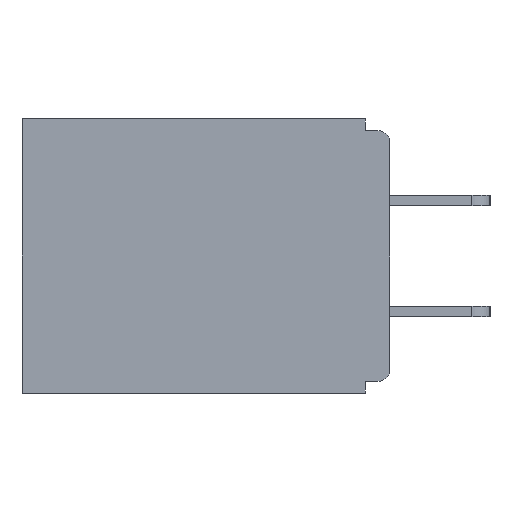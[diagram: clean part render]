
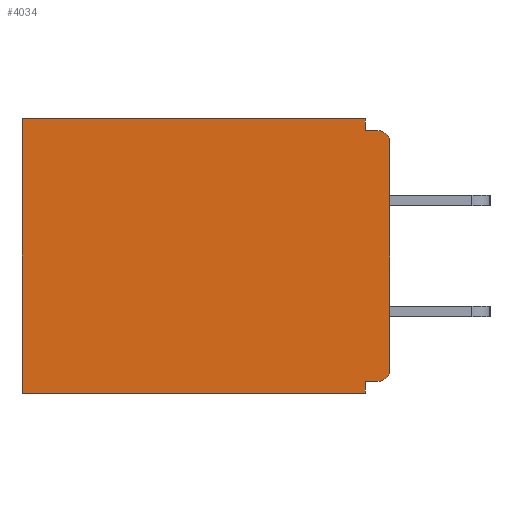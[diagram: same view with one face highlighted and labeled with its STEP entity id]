
A CAD part, left-side view. The second image highlights one B-rep face of the part: STEP entity #4034.
In plain terms, the highlighted planar face has unit normal (-1, 0, 0).
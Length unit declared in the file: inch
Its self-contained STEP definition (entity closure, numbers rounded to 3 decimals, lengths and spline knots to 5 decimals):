
#64 = VECTOR ( 'NONE', #20509, 39.37008 ) ;
#128 = VERTEX_POINT ( 'NONE', #3756 ) ;
#148 = ORIENTED_EDGE ( 'NONE', *, *, #9871, .T. ) ;
#606 = CARTESIAN_POINT ( 'NONE',  ( 0.298, 0., 0. ) ) ;
#681 = CARTESIAN_POINT ( 'NONE',  ( 0.298, 0.031, -0.343 ) ) ;
#706 = VECTOR ( 'NONE', #5945, 39.37008 ) ;
#1578 = FACE_OUTER_BOUND ( 'NONE', #3137, .T. ) ;
#1623 = DIRECTION ( 'NONE',  ( 1., 0., 0. ) ) ;
#1687 = PLANE ( 'NONE',  #3161 ) ;
#2277 = ORIENTED_EDGE ( 'NONE', *, *, #13154, .T. ) ;
#2394 = DIRECTION ( 'NONE',  ( -1., 0., 0. ) ) ;
#2574 = VERTEX_POINT ( 'NONE', #6663 ) ;
#2857 = CARTESIAN_POINT ( 'NONE',  ( 0.298, 0.015, -0.015 ) ) ;
#2938 = VERTEX_POINT ( 'NONE', #20982 ) ;
#2994 = VERTEX_POINT ( 'NONE', #2857 ) ;
#3137 = EDGE_LOOP ( 'NONE', ( #148, #20752, #10812, #2277, #3694, #16096, #10216, #7160, #15455, #20534 ) ) ;
#3161 = AXIS2_PLACEMENT_3D ( 'NONE', #8055, #1623, #19440 ) ;
#3694 = ORIENTED_EDGE ( 'NONE', *, *, #16722, .T. ) ;
#3756 = CARTESIAN_POINT ( 'NONE',  ( 0.298, 0.015, -0.328 ) ) ;
#4034 = ADVANCED_FACE ( 'NONE', ( #1578 ), #1687, .F. ) ;
#4253 = CARTESIAN_POINT ( 'NONE',  ( 0.298, 0., -0.03 ) ) ;
#4447 = VECTOR ( 'NONE', #7171, 39.37008 ) ;
#5250 = VERTEX_POINT ( 'NONE', #6462 ) ;
#5279 = VERTEX_POINT ( 'NONE', #16213 ) ;
#5513 = CARTESIAN_POINT ( 'NONE',  ( 0.298, 0., -0.015 ) ) ;
#5894 = CARTESIAN_POINT ( 'NONE',  ( 0.298, 0., -0.343 ) ) ;
#5945 = DIRECTION ( 'NONE',  ( 0., 0., -1. ) ) ;
#6007 = VERTEX_POINT ( 'NONE', #9207 ) ;
#6140 = LINE ( 'NONE', #5513, #18608 ) ;
#6320 = CIRCLE ( 'NONE', #17269, 0.015 ) ;
#6462 = CARTESIAN_POINT ( 'NONE',  ( 0.298, 0.031, -0.328 ) ) ;
#6472 = EDGE_CURVE ( 'NONE', #5279, #2938, #20584, .T. ) ;
#6663 = CARTESIAN_POINT ( 'NONE',  ( 0.298, 0., -0.313 ) ) ;
#6945 = VECTOR ( 'NONE', #10162, 39.37008 ) ;
#7160 = ORIENTED_EDGE ( 'NONE', *, *, #7741, .F. ) ;
#7171 = DIRECTION ( 'NONE',  ( 0., 1., 0. ) ) ;
#7508 = CARTESIAN_POINT ( 'NONE',  ( 0.298, 0.46, 0. ) ) ;
#7613 = VERTEX_POINT ( 'NONE', #681 ) ;
#7741 = EDGE_CURVE ( 'NONE', #128, #5250, #9549, .T. ) ;
#8055 = CARTESIAN_POINT ( 'NONE',  ( 0.298, 0., 0. ) ) ;
#8778 = DIRECTION ( 'NONE',  ( 0., 0., -1. ) ) ;
#8963 = CARTESIAN_POINT ( 'NONE',  ( 0.298, 0.015, -0.03 ) ) ;
#9207 = CARTESIAN_POINT ( 'NONE',  ( 0.298, 0.46, -0.343 ) ) ;
#9261 = CARTESIAN_POINT ( 'NONE',  ( 0.298, 0.46, 0. ) ) ;
#9281 = EDGE_CURVE ( 'NONE', #2938, #2994, #6140, .T. ) ;
#9549 = LINE ( 'NONE', #21000, #12616 ) ;
#9730 = DIRECTION ( 'NONE',  ( 0., 1., 0. ) ) ;
#9739 = VERTEX_POINT ( 'NONE', #7508 ) ;
#9871 = EDGE_CURVE ( 'NONE', #11294, #2994, #16548, .T. ) ;
#10109 = EDGE_CURVE ( 'NONE', #11294, #2574, #11978, .T. ) ;
#10162 = DIRECTION ( 'NONE',  ( 0., 1., 0. ) ) ;
#10216 = ORIENTED_EDGE ( 'NONE', *, *, #19858, .F. ) ;
#10598 = CARTESIAN_POINT ( 'NONE',  ( 0.298, 0., 0. ) ) ;
#10722 = DIRECTION ( 'NONE',  ( -1., 0., 0. ) ) ;
#10812 = ORIENTED_EDGE ( 'NONE', *, *, #6472, .F. ) ;
#11294 = VERTEX_POINT ( 'NONE', #4253 ) ;
#11978 = LINE ( 'NONE', #606, #12730 ) ;
#12616 = VECTOR ( 'NONE', #9730, 39.37008 ) ;
#12730 = VECTOR ( 'NONE', #16641, 39.37008 ) ;
#13154 = EDGE_CURVE ( 'NONE', #5279, #9739, #16635, .T. ) ;
#13665 = LINE ( 'NONE', #18835, #706 ) ;
#13695 = VECTOR ( 'NONE', #19142, 39.37008 ) ;
#14518 = CARTESIAN_POINT ( 'NONE',  ( 0.298, 0.031, -0.343 ) ) ;
#15364 = EDGE_CURVE ( 'NONE', #7613, #6007, #15640, .T. ) ;
#15376 = AXIS2_PLACEMENT_3D ( 'NONE', #8963, #2394, #20366 ) ;
#15455 = ORIENTED_EDGE ( 'NONE', *, *, #18937, .T. ) ;
#15640 = LINE ( 'NONE', #5894, #4447 ) ;
#16096 = ORIENTED_EDGE ( 'NONE', *, *, #15364, .F. ) ;
#16213 = CARTESIAN_POINT ( 'NONE',  ( 0.298, 0.031, 0. ) ) ;
#16548 = CIRCLE ( 'NONE', #15376, 0.015 ) ;
#16635 = LINE ( 'NONE', #10598, #6945 ) ;
#16641 = DIRECTION ( 'NONE',  ( 0., 0., -1. ) ) ;
#16722 = EDGE_CURVE ( 'NONE', #9739, #6007, #17322, .T. ) ;
#16914 = DIRECTION ( 'NONE',  ( 0., -1., 0. ) ) ;
#17269 = AXIS2_PLACEMENT_3D ( 'NONE', #20244, #10722, #8778 ) ;
#17322 = LINE ( 'NONE', #9261, #64 ) ;
#18608 = VECTOR ( 'NONE', #16914, 39.37008 ) ;
#18835 = CARTESIAN_POINT ( 'NONE',  ( 0.298, 0.031, -0.343 ) ) ;
#18937 = EDGE_CURVE ( 'NONE', #128, #2574, #6320, .T. ) ;
#19142 = DIRECTION ( 'NONE',  ( 0., 0., -1. ) ) ;
#19440 = DIRECTION ( 'NONE',  ( 0., 0., -1. ) ) ;
#19858 = EDGE_CURVE ( 'NONE', #5250, #7613, #13665, .T. ) ;
#20244 = CARTESIAN_POINT ( 'NONE',  ( 0.298, 0.015, -0.313 ) ) ;
#20366 = DIRECTION ( 'NONE',  ( 0., 0., -1. ) ) ;
#20509 = DIRECTION ( 'NONE',  ( 0., 0., -1. ) ) ;
#20534 = ORIENTED_EDGE ( 'NONE', *, *, #10109, .F. ) ;
#20584 = LINE ( 'NONE', #14518, #13695 ) ;
#20752 = ORIENTED_EDGE ( 'NONE', *, *, #9281, .F. ) ;
#20982 = CARTESIAN_POINT ( 'NONE',  ( 0.298, 0.031, -0.015 ) ) ;
#21000 = CARTESIAN_POINT ( 'NONE',  ( 0.298, 0., -0.328 ) ) ;
